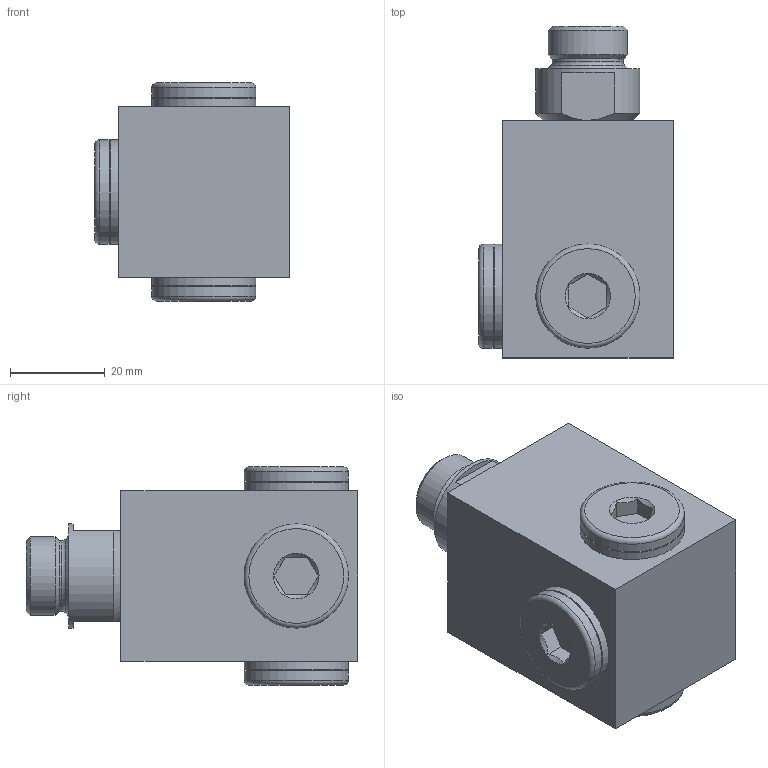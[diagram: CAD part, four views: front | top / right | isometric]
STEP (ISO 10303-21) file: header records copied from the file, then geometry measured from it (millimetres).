
FILE_DESCRIPTION(/* description */ ('STEP AP214'),/* implementation_level */ '2;1');
FILE_NAME(/* name */ '2095_GF-3_8',/* time_stamp */ '2024-08-23T10:53:33+02:00',/* author */ ('License CC BY-ND 4.0'),/* organization */ ('CADENAS'),/* preprocessor_version */ 'ST-DEVELOPER v19.3',/* originating_system */ 'PARTsolutions',/* authorisation */ ' ');
FILE_SCHEMA (('AUTOMOTIVE_DESIGN {1 0 10303 214 3 1 1}'));
Length unit declared in the file: millimetre
Products named in the file (1): 2095 GF-3/8
Bounding box: 41 x 70 x 46 mm (x, y, z)
Volume: 59843.5 mm3; surface area: 17482.5 mm2
Topology: 1 solids, 1 shells, 102 faces, 235 edges, 151 vertices
Faces by surface type: plane 58, cylinder 29, cone 11, torus 4
Full cylindrical faces by diameter (mm): 10 x1, 12.2 x1, 14.95 x5, 16.662 x1, 18.8 x1, 21 x3, 22 x7, 30 x1
Entity records: 2745 total; most frequent: CARTESIAN_POINT 607, DIRECTION 434, ORIENTED_EDGE 380, EDGE_CURVE 190, AXIS2_PLACEMENT_3D 179, EDGE_LOOP 155, FACE_BOUND 155, VERTEX_POINT 141
